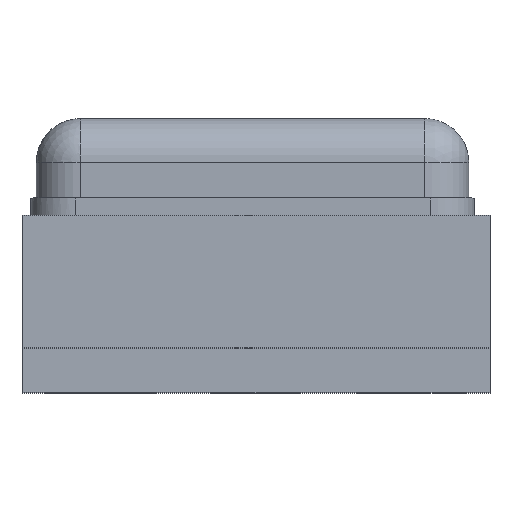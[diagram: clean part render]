
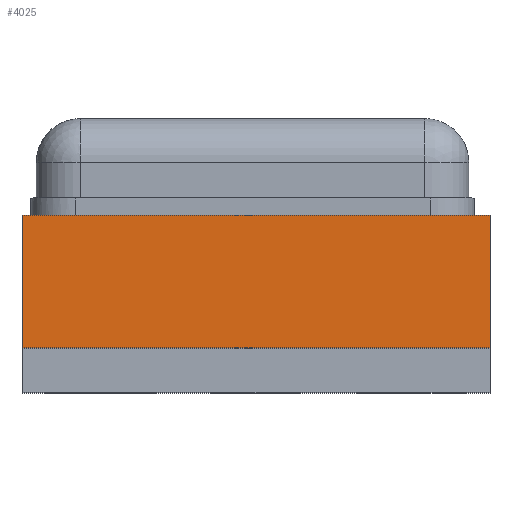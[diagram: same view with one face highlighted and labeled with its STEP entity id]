
A CAD part, top view. The second image highlights one B-rep face of the part: STEP entity #4025.
In plain terms, the highlighted planar face has unit normal (0, 0, 1).
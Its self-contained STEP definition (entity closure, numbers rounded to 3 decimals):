
#307=FACE_OUTER_BOUND('',#552,.T.);
#552=EDGE_LOOP('',(#3431,#3432,#3433,#3434));
#833=LINE('',#6281,#1247);
#937=LINE('',#6611,#1351);
#940=LINE('',#6616,#1354);
#942=LINE('',#6619,#1356);
#1247=VECTOR('',#5109,2.65);
#1351=VECTOR('',#5415,2.65);
#1354=VECTOR('',#5420,0.5);
#1356=VECTOR('',#5424,0.5);
#1797=VERTEX_POINT('',#6279);
#1798=VERTEX_POINT('',#6280);
#1897=VERTEX_POINT('',#6607);
#1899=VERTEX_POINT('',#6610);
#2277=EDGE_CURVE('',#1797,#1798,#833,.T.);
#2430=EDGE_CURVE('',#1899,#1897,#937,.T.);
#2433=EDGE_CURVE('',#1897,#1798,#940,.T.);
#2435=EDGE_CURVE('',#1899,#1797,#942,.T.);
#3431=ORIENTED_EDGE('',*,*,#2435,.F.);
#3432=ORIENTED_EDGE('',*,*,#2430,.T.);
#3433=ORIENTED_EDGE('',*,*,#2433,.T.);
#3434=ORIENTED_EDGE('',*,*,#2277,.F.);
#3774=PLANE('',#4397);
#4025=ADVANCED_FACE('',(#307),#3774,.F.);
#4397=AXIS2_PLACEMENT_3D('',#6618,#5422,#5423);
#5109=DIRECTION('',(1.,0.,0.));
#5415=DIRECTION('',(1.,0.,0.));
#5420=DIRECTION('',(0.,1.,0.));
#5422=DIRECTION('center_axis',(0.,0.,-1.));
#5423=DIRECTION('ref_axis',(0.,1.,0.));
#5424=DIRECTION('',(0.,1.,0.));
#6279=CARTESIAN_POINT('',(-1.322,0.366,1.646));
#6280=CARTESIAN_POINT('',(1.328,0.366,1.646));
#6281=CARTESIAN_POINT('',(-1.322,0.366,1.646));
#6607=CARTESIAN_POINT('',(1.328,-0.384,1.646));
#6610=CARTESIAN_POINT('',(-1.322,-0.384,1.646));
#6611=CARTESIAN_POINT('',(-1.322,-0.384,1.646));
#6616=CARTESIAN_POINT('',(1.328,-0.384,1.646));
#6618=CARTESIAN_POINT('Origin',(0.003,-0.134,1.646));
#6619=CARTESIAN_POINT('',(-1.322,-0.384,1.646));
